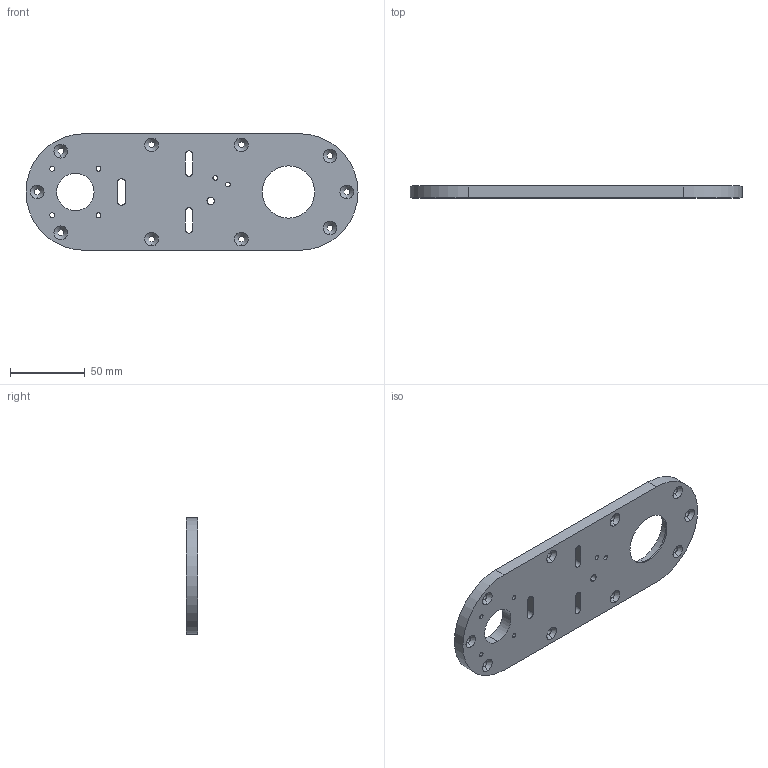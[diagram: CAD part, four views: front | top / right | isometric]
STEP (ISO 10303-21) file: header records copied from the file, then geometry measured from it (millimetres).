
FILE_DESCRIPTION(('FreeCAD Model'),'2;1');
FILE_NAME('Open CASCADE Shape Model','2021-05-04T19:16:24',('Author'),( ''),'Open CASCADE STEP processor 7.5','FreeCAD','Unknown');
FILE_SCHEMA(('AUTOMOTIVE_DESIGN { 1 0 10303 214 1 1 1 1 }'));
Length unit declared in the file: millimetre
Products named in the file (1): Arm 2 Cover_Arm 2 Cover
Bounding box: 222 x 8 x 78 mm (x, y, z)
Volume: 109321.4 mm3; surface area: 36638.4 mm2
Topology: 1 solids, 1 shells, 82 faces, 217 edges, 138 vertices
Faces by surface type: cylinder 51, cone 20, plane 11
Entity records: 5580 total; most frequent: CARTESIAN_POINT 1004, DIRECTION 917, ORIENTED_EDGE 434, PCURVE 434, DEFINITIONAL_REPRESENTATION 434, LINE 427, VECTOR 427, EDGE_CURVE 217
